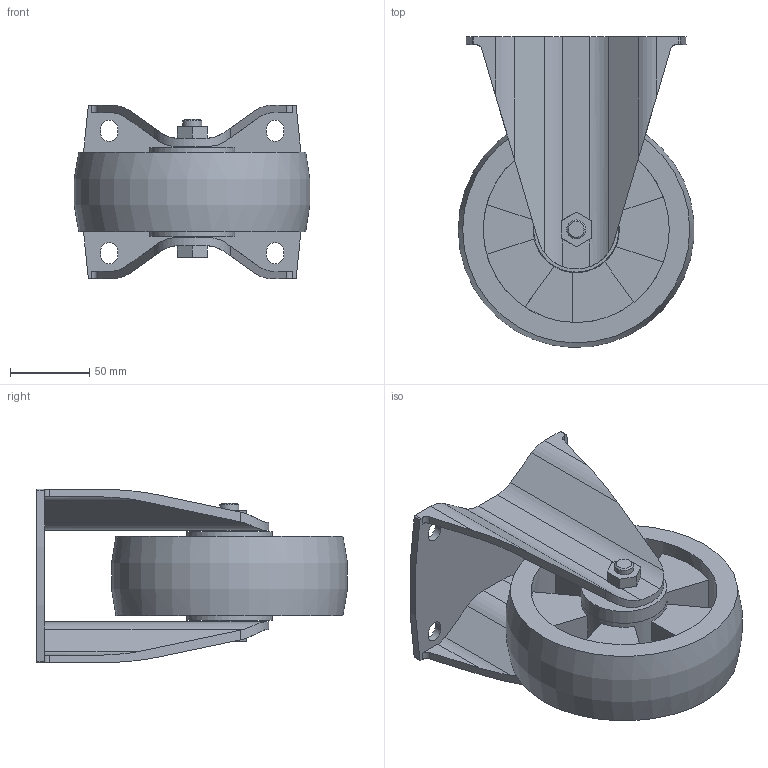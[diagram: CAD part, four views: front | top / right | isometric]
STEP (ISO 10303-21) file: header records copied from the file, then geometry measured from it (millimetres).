
FILE_DESCRIPTION(/* description */ ('STEP AP203'),/* implementation_level */ '2;1');
FILE_NAME(/* name */ 'K1788.1015005010',/* time_stamp */ '2025-06-24T16:01:49+02:00',/* author */ ('License CC BY-ND 4.0'),/* organization */ ('CADENAS'),/* preprocessor_version */ 'ST-DEVELOPER v19.3',/* originating_system */ 'PARTsolutions',/* authorisation */ ' ');
FILE_SCHEMA (('CONFIG_CONTROL_DESIGN'));
Length unit declared in the file: millimetre
Products named in the file (1): K1788.1015005010
Bounding box: 149.02 x 196.58 x 110 mm (x, y, z)
Volume: 721071.8 mm3; surface area: 174631.7 mm2
Topology: 1 solids, 1 shells, 144 faces, 415 edges, 276 vertices
Faces by surface type: plane 97, cylinder 43, cone 3, torus 1
Full cylindrical faces by diameter (mm): 12 x1, 20 x2, 54.5 x2, 117.8 x2
Entity records: 4738 total; most frequent: CARTESIAN_POINT 881, DIRECTION 812, ORIENTED_EDGE 794, EDGE_CURVE 397, AXIS2_PLACEMENT_3D 282, VERTEX_POINT 269, LINE 248, VECTOR 248
